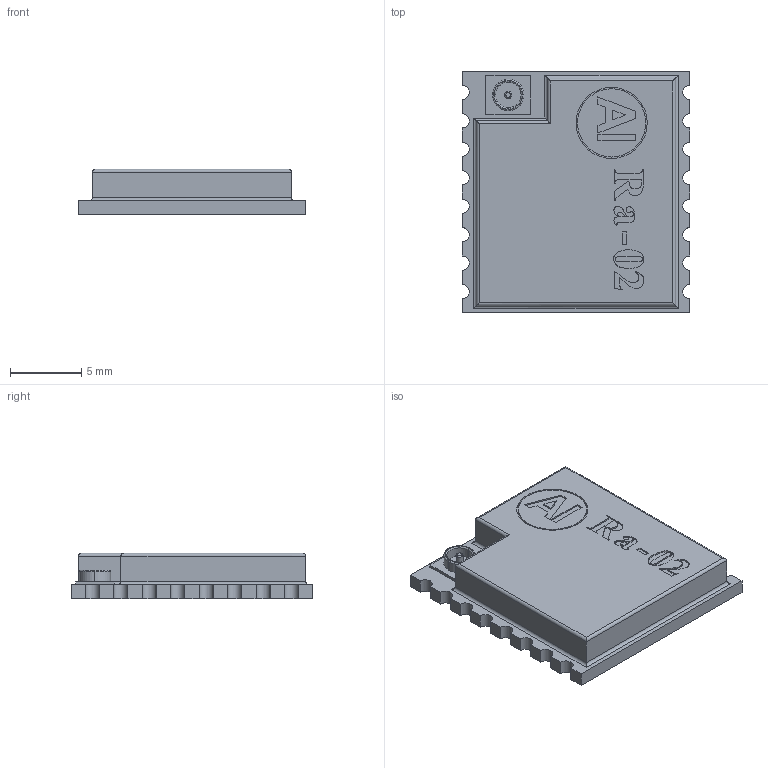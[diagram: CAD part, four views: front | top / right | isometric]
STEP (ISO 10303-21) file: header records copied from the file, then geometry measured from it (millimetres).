
FILE_DESCRIPTION (( 'STEP AP214' ), '1' );
FILE_NAME ('2A2E6F5F-FE24-47F0-9CDE-4B2FC7D108DA.STEP', '2024-10-25T09:46:03', ( '' ), ( '' ), 'SwSTEP 2.0', 'SolidWorks 2022', '' );
FILE_SCHEMA (( 'AUTOMOTIVE_DESIGN' ));
Length unit declared in the file: millimetre
Products named in the file (1): 2A2E6F5F-FE24-47F0-9CDE-4B2FC7D108DA
Bounding box: 16 x 17 x 3.2 mm (x, y, z)
Volume: 727.2 mm3; surface area: 750.6 mm2
Topology: 1 solids, 1 shells, 205 faces, 537 edges, 352 vertices
Faces by surface type: plane 95, bspline 64, cylinder 46
Entity records: 9678 total; most frequent: CARTESIAN_POINT 4021, ORIENTED_EDGE 1074, DIRECTION 761, EDGE_CURVE 537, VERTEX_POINT 352, LINE 329, VECTOR 329, EDGE_LOOP 223
